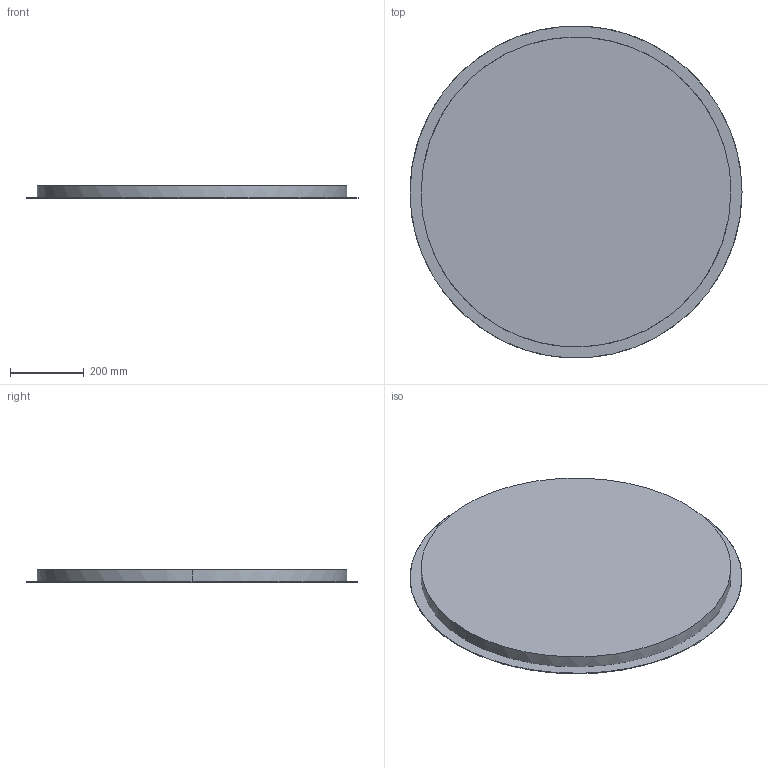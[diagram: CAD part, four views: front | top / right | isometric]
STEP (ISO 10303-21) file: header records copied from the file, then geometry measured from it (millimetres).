
FILE_DESCRIPTION(/* description */ (''),/* implementation_level */ '2;1');
FILE_NAME(/* name */ '1744.M.133_X-Ray',/* time_stamp */ '2022-09-22T15:51:57+02:00',/* author */ (''),/* organization */ (''),/* preprocessor_version */ 'ST-DEVELOPER v16.5',/* originating_system */ '',/* authorisation */ '');
FILE_SCHEMA (('CONFIG_CONTROL_DESIGN'));
Length unit declared in the file: millimetre
Products named in the file (1): Document
Bounding box: 900 x 899.24 x 35 mm (x, y, z)
Volume: 20667607.4 mm3; surface area: 2478395 mm2
Topology: 2 solids, 2 shells, 8 faces, 12 edges, 8 vertices
Faces by surface type: cylinder 4, plane 4
Entity records: 252 total; most frequent: CARTESIAN_POINT 66, ORIENTED_EDGE 24, EDGE_CURVE 12, DIRECTION 12, AXIS2_PLACEMENT_3D 10, ADVANCED_FACE 8, FACE_OUTER_BOUND 8, EDGE_LOOP 8
